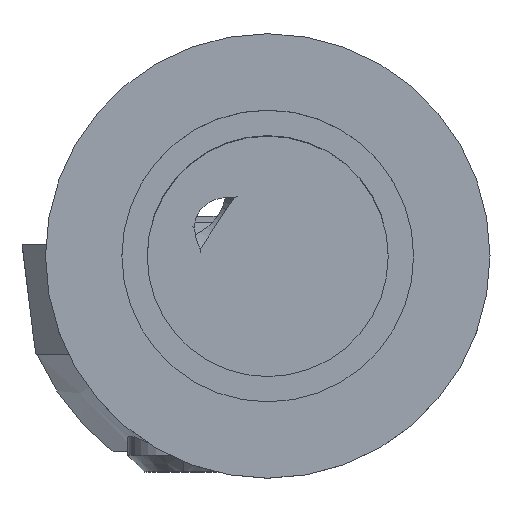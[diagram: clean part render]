
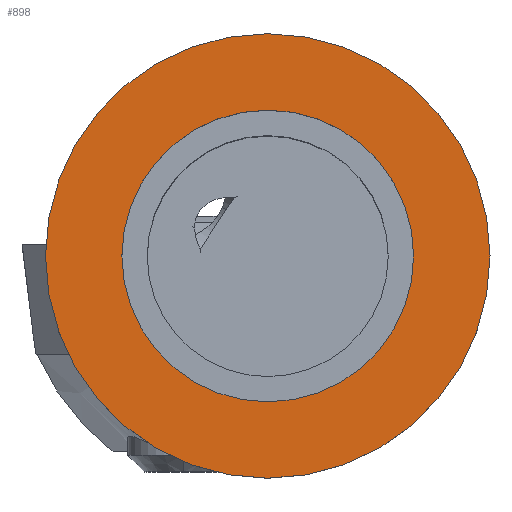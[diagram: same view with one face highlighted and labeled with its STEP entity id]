
A CAD part, top view. The second image highlights one B-rep face of the part: STEP entity #898.
In plain terms, the highlighted planar face has unit normal (0, 0, 1).
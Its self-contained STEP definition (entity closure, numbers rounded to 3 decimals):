
#700=VERTEX_POINT('',#1839);
#838=EDGE_CURVE('NONE',#1048,#1392,#1993,.T.);
#856=EDGE_CURVE('NONE',#700,#1442,#2014,.T.);
#898=ADVANCED_FACE('NONE',(#2060,#2061),#2062,.F.);
#1040=EDGE_CURVE('NONE',#1442,#700,#2215,.T.);
#1048=VERTEX_POINT('',#2223);
#1392=VERTEX_POINT('NONE',#2598);
#1428=EDGE_CURVE('NONE',#1392,#1048,#2635,.T.);
#1442=VERTEX_POINT('NONE',#2650);
#1839=CARTESIAN_POINT('',(0.,-5.25,0.5));
#1993=CIRCLE('',#3343,8.);
#2014=CIRCLE('',#3374,5.25);
#2060=FACE_OUTER_BOUND('',#3431,.T.);
#2061=FACE_BOUND('',#3432,.T.);
#2062=PLANE('',#3433);
#2215=CIRCLE('',#3646,5.25);
#2223=CARTESIAN_POINT('',(0.,-8.,0.5));
#2598=CARTESIAN_POINT('',(0.,8.,0.5));
#2635=CIRCLE('',#4271,8.);
#2650=CARTESIAN_POINT('',(0.,5.25,0.5));
#3343=AXIS2_PLACEMENT_3D('',#5091,#5092,#5093);
#3374=AXIS2_PLACEMENT_3D('',#5124,#5125,#5126);
#3431=EDGE_LOOP('',(#5180,#5181));
#3432=EDGE_LOOP('',(#5182,#5183));
#3433=AXIS2_PLACEMENT_3D('',#5184,#5185,#5186);
#3646=AXIS2_PLACEMENT_3D('',#5349,#5350,#5351);
#4271=AXIS2_PLACEMENT_3D('',#5833,#5834,#5835);
#5091=CARTESIAN_POINT('',(0.,0.,0.5));
#5092=DIRECTION('',(0.,0.,-1.0));
#5093=DIRECTION('',(0.0,1.0,0.));
#5124=CARTESIAN_POINT('',(0.,0.,0.5));
#5125=DIRECTION('',(0.,0.,1.0));
#5126=DIRECTION('',(0.0,1.0,0.));
#5180=ORIENTED_EDGE('',*,*,#1428,.F.);
#5181=ORIENTED_EDGE('',*,*,#838,.F.);
#5182=ORIENTED_EDGE('',*,*,#1040,.F.);
#5183=ORIENTED_EDGE('',*,*,#856,.F.);
#5184=CARTESIAN_POINT('',(0.0,0.0,0.5));
#5185=DIRECTION('',(0.,0.,-1.0));
#5186=DIRECTION('',(0.,1.0,0.0));
#5349=CARTESIAN_POINT('',(0.,0.,0.5));
#5350=DIRECTION('',(0.,0.,1.0));
#5351=DIRECTION('',(0.0,1.0,0.));
#5833=CARTESIAN_POINT('',(0.,0.,0.5));
#5834=DIRECTION('',(0.,0.,-1.0));
#5835=DIRECTION('',(0.0,1.0,0.));
